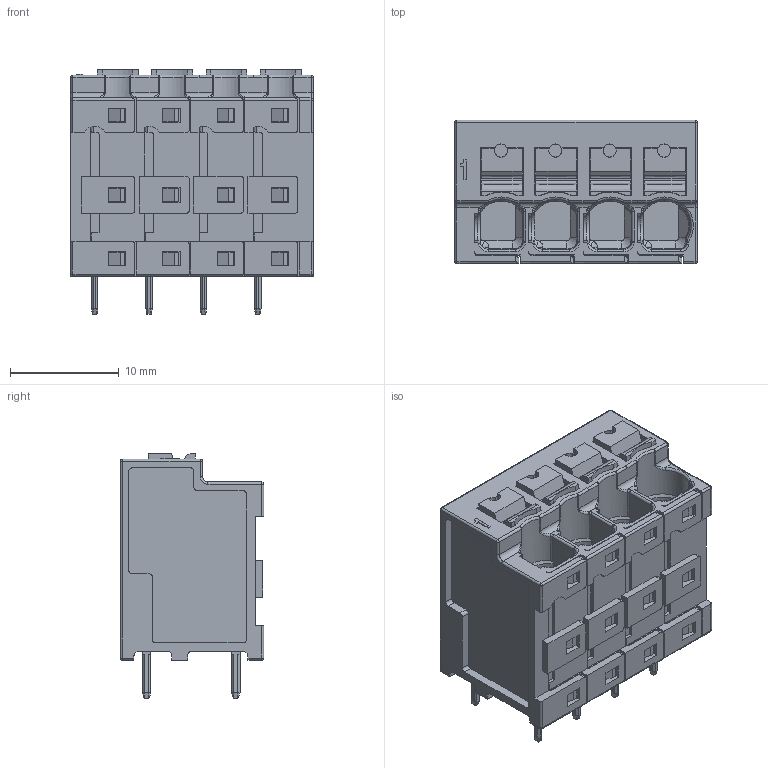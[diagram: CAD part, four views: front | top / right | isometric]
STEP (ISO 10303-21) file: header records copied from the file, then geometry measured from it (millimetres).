
FILE_DESCRIPTION(('CATIA V5 STEP Exchange','CAx-IF Rec.Pracs.--- Model Styling and Organization---1.5--- 2016-08-15','CAx-IF Rec.Pracs.---Supplemental Geometry---1.0---2011-11-01','CAx-IF Rec.Pracs.--- Composite Materials ---1.1---2010-07-15'),'2;1');
FILE_NAME ('1502651-2_1', '2025-08-27T09:58:07+00:00', ('none'), ('Weidmueller'), 'CATIA Version 5-6 Release 2024 SP4', 'CATIA V5 STEP AP214 v3', 'none');
FILE_SCHEMA(('AUTOMOTIVE_DESIGN { 1 0 10303 214 1 1 1 1 }'));
Products named in the file (1): 2913730000
Bounding box: 22.3 x 13.2 x 22.5 mm (x, y, z)
Volume: 4071.4 mm3; surface area: 3927.2 mm2
Topology: 1 solids, 3 shells, 1572 faces, 4206 edges, 2698 vertices
Faces by surface type: plane 1004, cylinder 320, bspline 111, extrusion 65, torus 28, sphere 25, cone 19
Entity records: 52262 total; most frequent: CARTESIAN_POINT 15181, ORIENTED_EDGE 8370, DIRECTION 5505, EDGE_CURVE 4185, VECTOR 2938, LINE 2873, VERTEX_POINT 2698, EDGE_LOOP 1691
